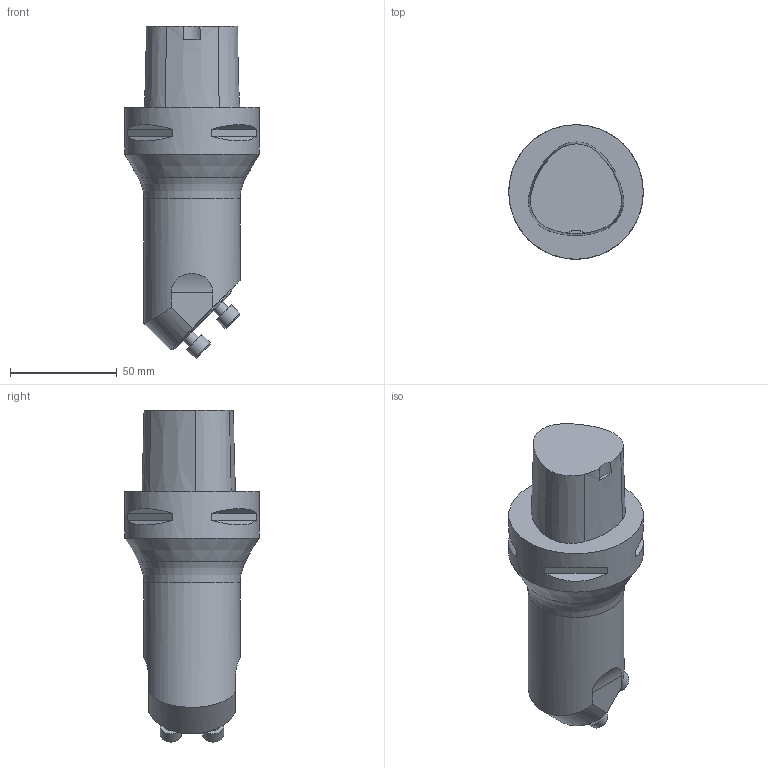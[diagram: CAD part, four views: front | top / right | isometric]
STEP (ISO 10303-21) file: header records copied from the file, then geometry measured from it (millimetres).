
FILE_DESCRIPTION(/* description */ (''),/* implementation_level */ '2;1');
FILE_NAME(/* name */ '1524228606400.stp',/* time_stamp */ '2018-04-20T14:50:15+02:00',/* author */ (''),/* organization */ ('SMS'),/* preprocessor_version */ 'ST-DEVELOPER v15',/* originating_system */ 'SIEMENS PLM Software NX 8.5',/* authorisation */ '');
FILE_SCHEMA (('AUTOMOTIVE_DESIGN { 1 0 10303 214 3 1 1 1 }'));
Length unit declared in the file: millimetre
Products named in the file (1): 201594855mod000_00
Bounding box: 63 x 63 x 155.47 mm (x, y, z)
Volume: 259960.1 mm3; surface area: 27686.4 mm2
Topology: 1 solids, 1 shells, 55 faces, 120 edges, 84 vertices
Faces by surface type: plane 27, cylinder 15, cone 12, torus 1
Full cylindrical faces by diameter (mm): 6 x4, 10 x4, 40 x1, 45 x1, 63 x1
Entity records: 1459 total; most frequent: CARTESIAN_POINT 291, DIRECTION 254, ORIENTED_EDGE 180, AXIS2_PLACEMENT_3D 111, EDGE_CURVE 90, EDGE_LOOP 87, VERTEX_POINT 69, FACE_BOUND 57
